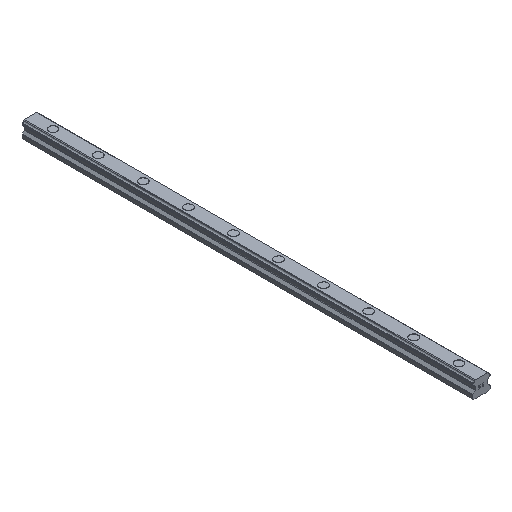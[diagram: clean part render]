
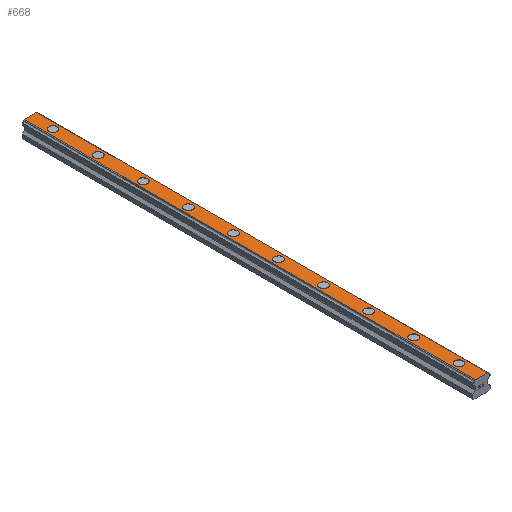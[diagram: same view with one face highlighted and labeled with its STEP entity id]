
A CAD part, isometric view. The second image highlights one B-rep face of the part: STEP entity #668.
In plain terms, the highlighted planar face has unit normal (0, 0, 1).
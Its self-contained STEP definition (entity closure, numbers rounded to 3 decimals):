
#668=ADVANCED_FACE('',(#1368,#1369,#1370,#1371,#1372,#1373,#1374,#1375,#1376,#1377,#1378),#1379,.T.);
#1368=FACE_BOUND('',#2093,.T.);
#1369=FACE_BOUND('',#2094,.T.);
#1370=FACE_BOUND('',#2095,.T.);
#1371=FACE_BOUND('',#2096,.T.);
#1372=FACE_BOUND('',#2097,.T.);
#1373=FACE_BOUND('',#2098,.T.);
#1374=FACE_BOUND('',#2099,.T.);
#1375=FACE_BOUND('',#2100,.T.);
#1376=FACE_BOUND('',#2101,.T.);
#1377=FACE_BOUND('',#2102,.T.);
#1378=FACE_OUTER_BOUND('',#2103,.T.);
#1379=PLANE('',#2104);
#2093=EDGE_LOOP('',(#4084,#4085));
#2094=EDGE_LOOP('',(#4086,#4087));
#2095=EDGE_LOOP('',(#4088,#4089));
#2096=EDGE_LOOP('',(#4090,#4091));
#2097=EDGE_LOOP('',(#4092,#4093));
#2098=EDGE_LOOP('',(#4094,#4095));
#2099=EDGE_LOOP('',(#4096,#4097));
#2100=EDGE_LOOP('',(#4098,#4099));
#2101=EDGE_LOOP('',(#4100,#4101));
#2102=EDGE_LOOP('',(#4102,#4103));
#2103=EDGE_LOOP('',(#4104,#4105,#4106,#4107));
#2104=AXIS2_PLACEMENT_3D('',#4108,#4109,#4110);
#4084=ORIENTED_EDGE('',*,*,#4471,.T.);
#4085=ORIENTED_EDGE('',*,*,#4919,.T.);
#4086=ORIENTED_EDGE('',*,*,#4457,.T.);
#4087=ORIENTED_EDGE('',*,*,#4957,.T.);
#4088=ORIENTED_EDGE('',*,*,#4443,.T.);
#4089=ORIENTED_EDGE('',*,*,#4972,.T.);
#4090=ORIENTED_EDGE('',*,*,#4429,.T.);
#4091=ORIENTED_EDGE('',*,*,#4987,.T.);
#4092=ORIENTED_EDGE('',*,*,#4415,.T.);
#4093=ORIENTED_EDGE('',*,*,#5002,.T.);
#4094=ORIENTED_EDGE('',*,*,#4401,.T.);
#4095=ORIENTED_EDGE('',*,*,#5017,.T.);
#4096=ORIENTED_EDGE('',*,*,#4387,.T.);
#4097=ORIENTED_EDGE('',*,*,#5032,.T.);
#4098=ORIENTED_EDGE('',*,*,#4373,.T.);
#4099=ORIENTED_EDGE('',*,*,#5047,.T.);
#4100=ORIENTED_EDGE('',*,*,#4359,.T.);
#4101=ORIENTED_EDGE('',*,*,#5062,.T.);
#4102=ORIENTED_EDGE('',*,*,#4345,.T.);
#4103=ORIENTED_EDGE('',*,*,#5077,.T.);
#4104=ORIENTED_EDGE('',*,*,#4897,.T.);
#4105=ORIENTED_EDGE('',*,*,#5132,.F.);
#4106=ORIENTED_EDGE('',*,*,#4761,.F.);
#4107=ORIENTED_EDGE('',*,*,#5130,.T.);
#4108=CARTESIAN_POINT('',(0.0,600.0,22.));
#4109=DIRECTION('',(0.0,0.0,1.0));
#4110=DIRECTION('',(-1.0,0.0,-0.0));
#4345=EDGE_CURVE('',#5202,#5199,#5203,.T.);
#4359=EDGE_CURVE('',#5228,#5225,#5229,.T.);
#4373=EDGE_CURVE('',#5254,#5251,#5255,.T.);
#4387=EDGE_CURVE('',#5280,#5277,#5281,.T.);
#4401=EDGE_CURVE('',#5306,#5303,#5307,.T.);
#4415=EDGE_CURVE('',#5332,#5329,#5333,.T.);
#4429=EDGE_CURVE('',#5358,#5355,#5359,.T.);
#4443=EDGE_CURVE('',#5384,#5381,#5385,.T.);
#4457=EDGE_CURVE('',#5410,#5407,#5411,.T.);
#4471=EDGE_CURVE('',#5436,#5433,#5437,.T.);
#4761=EDGE_CURVE('',#5865,#5867,#5868,.T.);
#4897=EDGE_CURVE('',#6094,#6092,#6095,.T.);
#4919=EDGE_CURVE('',#5433,#5436,#6136,.T.);
#4957=EDGE_CURVE('',#5407,#5410,#6187,.T.);
#4972=EDGE_CURVE('',#5381,#5384,#6205,.T.);
#4987=EDGE_CURVE('',#5355,#5358,#6223,.T.);
#5002=EDGE_CURVE('',#5329,#5332,#6241,.T.);
#5017=EDGE_CURVE('',#5303,#5306,#6259,.T.);
#5032=EDGE_CURVE('',#5277,#5280,#6277,.T.);
#5047=EDGE_CURVE('',#5251,#5254,#6295,.T.);
#5062=EDGE_CURVE('',#5225,#5228,#6313,.T.);
#5077=EDGE_CURVE('',#5199,#5202,#6331,.T.);
#5130=EDGE_CURVE('',#5865,#6094,#6387,.T.);
#5132=EDGE_CURVE('',#5867,#6092,#6389,.T.);
#5199=VERTEX_POINT('',#6458);
#5202=VERTEX_POINT('',#6462);
#5203=CIRCLE('',#6463,5.5);
#5225=VERTEX_POINT('',#6488);
#5228=VERTEX_POINT('',#6492);
#5229=CIRCLE('',#6493,5.5);
#5251=VERTEX_POINT('',#6518);
#5254=VERTEX_POINT('',#6522);
#5255=CIRCLE('',#6523,5.5);
#5277=VERTEX_POINT('',#6548);
#5280=VERTEX_POINT('',#6552);
#5281=CIRCLE('',#6553,5.5);
#5303=VERTEX_POINT('',#6578);
#5306=VERTEX_POINT('',#6582);
#5307=CIRCLE('',#6583,5.5);
#5329=VERTEX_POINT('',#6608);
#5332=VERTEX_POINT('',#6612);
#5333=CIRCLE('',#6613,5.5);
#5355=VERTEX_POINT('',#6638);
#5358=VERTEX_POINT('',#6642);
#5359=CIRCLE('',#6643,5.5);
#5381=VERTEX_POINT('',#6668);
#5384=VERTEX_POINT('',#6672);
#5385=CIRCLE('',#6673,5.5);
#5407=VERTEX_POINT('',#6698);
#5410=VERTEX_POINT('',#6702);
#5411=CIRCLE('',#6703,5.5);
#5433=VERTEX_POINT('',#6728);
#5436=VERTEX_POINT('',#6732);
#5437=CIRCLE('',#6733,5.5);
#5865=VERTEX_POINT('',#7306);
#5867=VERTEX_POINT('',#7309);
#5868=LINE('',#7310,#7311);
#6092=VERTEX_POINT('',#7623);
#6094=VERTEX_POINT('',#7626);
#6095=LINE('',#7627,#7628);
#6136=CIRCLE('',#7678,5.5);
#6187=CIRCLE('',#7744,5.5);
#6205=CIRCLE('',#7765,5.5);
#6223=CIRCLE('',#7786,5.5);
#6241=CIRCLE('',#7807,5.5);
#6259=CIRCLE('',#7828,5.5);
#6277=CIRCLE('',#7849,5.5);
#6295=CIRCLE('',#7870,5.5);
#6313=CIRCLE('',#7891,5.5);
#6331=CIRCLE('',#7912,5.5);
#6387=LINE('',#7990,#7991);
#6389=LINE('',#7993,#7994);
#6458=CARTESIAN_POINT('',(5.5,30.0,22.));
#6462=CARTESIAN_POINT('',(-5.5,30.0,22.));
#6463=AXIS2_PLACEMENT_3D('',#8087,#8088,#8089);
#6488=CARTESIAN_POINT('',(5.5,90.0,22.));
#6492=CARTESIAN_POINT('',(-5.5,90.0,22.));
#6493=AXIS2_PLACEMENT_3D('',#8115,#8116,#8117);
#6518=CARTESIAN_POINT('',(5.5,150.0,22.));
#6522=CARTESIAN_POINT('',(-5.5,150.0,22.));
#6523=AXIS2_PLACEMENT_3D('',#8143,#8144,#8145);
#6548=CARTESIAN_POINT('',(5.5,210.0,22.));
#6552=CARTESIAN_POINT('',(-5.5,210.0,22.));
#6553=AXIS2_PLACEMENT_3D('',#8171,#8172,#8173);
#6578=CARTESIAN_POINT('',(5.5,270.0,22.));
#6582=CARTESIAN_POINT('',(-5.5,270.0,22.));
#6583=AXIS2_PLACEMENT_3D('',#8199,#8200,#8201);
#6608=CARTESIAN_POINT('',(5.5,330.0,22.));
#6612=CARTESIAN_POINT('',(-5.5,330.0,22.));
#6613=AXIS2_PLACEMENT_3D('',#8227,#8228,#8229);
#6638=CARTESIAN_POINT('',(5.5,390.0,22.));
#6642=CARTESIAN_POINT('',(-5.5,390.0,22.));
#6643=AXIS2_PLACEMENT_3D('',#8255,#8256,#8257);
#6668=CARTESIAN_POINT('',(5.5,450.0,22.));
#6672=CARTESIAN_POINT('',(-5.5,450.0,22.));
#6673=AXIS2_PLACEMENT_3D('',#8283,#8284,#8285);
#6698=CARTESIAN_POINT('',(5.5,510.0,22.));
#6702=CARTESIAN_POINT('',(-5.5,510.0,22.));
#6703=AXIS2_PLACEMENT_3D('',#8311,#8312,#8313);
#6728=CARTESIAN_POINT('',(5.5,570.0,22.));
#6732=CARTESIAN_POINT('',(-5.5,570.0,22.));
#6733=AXIS2_PLACEMENT_3D('',#8339,#8340,#8341);
#7306=CARTESIAN_POINT('',(-8.3,600.0,22.));
#7309=CARTESIAN_POINT('',(8.3,600.0,22.));
#7310=CARTESIAN_POINT('',(-8.3,600.0,22.));
#7311=VECTOR('',#8674,1.0);
#7623=CARTESIAN_POINT('',(8.3,0.0,22.));
#7626=CARTESIAN_POINT('',(-8.3,0.0,22.));
#7627=CARTESIAN_POINT('',(-8.3,0.0,22.));
#7628=VECTOR('',#8830,1.0);
#7678=AXIS2_PLACEMENT_3D('',#8873,#8874,#8875);
#7744=AXIS2_PLACEMENT_3D('',#8936,#8937,#8938);
#7765=AXIS2_PLACEMENT_3D('',#8957,#8958,#8959);
#7786=AXIS2_PLACEMENT_3D('',#8978,#8979,#8980);
#7807=AXIS2_PLACEMENT_3D('',#8999,#9000,#9001);
#7828=AXIS2_PLACEMENT_3D('',#9020,#9021,#9022);
#7849=AXIS2_PLACEMENT_3D('',#9041,#9042,#9043);
#7870=AXIS2_PLACEMENT_3D('',#9062,#9063,#9064);
#7891=AXIS2_PLACEMENT_3D('',#9083,#9084,#9085);
#7912=AXIS2_PLACEMENT_3D('',#9104,#9105,#9106);
#7990=CARTESIAN_POINT('',(-8.3,600.0,22.));
#7991=VECTOR('',#9144,1.0);
#7993=CARTESIAN_POINT('',(8.3,600.0,22.));
#7994=VECTOR('',#9145,1.0);
#8087=CARTESIAN_POINT('',(0.0,30.0,22.));
#8088=DIRECTION('',(0.0,0.0,-1.0));
#8089=DIRECTION('',(1.0,0.0,0.0));
#8115=CARTESIAN_POINT('',(0.0,90.0,22.));
#8116=DIRECTION('',(0.0,0.0,-1.0));
#8117=DIRECTION('',(1.0,0.0,0.0));
#8143=CARTESIAN_POINT('',(0.0,150.0,22.));
#8144=DIRECTION('',(0.0,0.0,-1.0));
#8145=DIRECTION('',(1.0,0.0,0.0));
#8171=CARTESIAN_POINT('',(0.0,210.0,22.));
#8172=DIRECTION('',(0.0,0.0,-1.0));
#8173=DIRECTION('',(1.0,0.0,0.0));
#8199=CARTESIAN_POINT('',(0.0,270.0,22.));
#8200=DIRECTION('',(0.0,0.0,-1.0));
#8201=DIRECTION('',(1.0,0.0,0.0));
#8227=CARTESIAN_POINT('',(0.0,330.0,22.));
#8228=DIRECTION('',(0.0,0.0,-1.0));
#8229=DIRECTION('',(1.0,0.0,0.0));
#8255=CARTESIAN_POINT('',(0.0,390.0,22.));
#8256=DIRECTION('',(0.0,0.0,-1.0));
#8257=DIRECTION('',(1.0,0.0,0.0));
#8283=CARTESIAN_POINT('',(0.0,450.0,22.));
#8284=DIRECTION('',(0.0,0.0,-1.0));
#8285=DIRECTION('',(1.0,0.0,0.0));
#8311=CARTESIAN_POINT('',(0.0,510.0,22.));
#8312=DIRECTION('',(0.0,0.0,-1.0));
#8313=DIRECTION('',(1.0,0.0,0.0));
#8339=CARTESIAN_POINT('',(0.0,570.0,22.));
#8340=DIRECTION('',(0.0,0.0,-1.0));
#8341=DIRECTION('',(1.0,0.0,0.0));
#8674=DIRECTION('',(1.0,0.0,0.0));
#8830=DIRECTION('',(1.0,0.0,0.0));
#8873=CARTESIAN_POINT('',(0.0,570.0,22.));
#8874=DIRECTION('',(0.0,0.0,-1.0));
#8875=DIRECTION('',(1.0,0.0,0.0));
#8936=CARTESIAN_POINT('',(0.0,510.0,22.));
#8937=DIRECTION('',(0.0,0.0,-1.0));
#8938=DIRECTION('',(1.0,0.0,0.0));
#8957=CARTESIAN_POINT('',(0.0,450.0,22.));
#8958=DIRECTION('',(0.0,0.0,-1.0));
#8959=DIRECTION('',(1.0,0.0,0.0));
#8978=CARTESIAN_POINT('',(0.0,390.0,22.));
#8979=DIRECTION('',(0.0,0.0,-1.0));
#8980=DIRECTION('',(1.0,0.0,0.0));
#8999=CARTESIAN_POINT('',(0.0,330.0,22.));
#9000=DIRECTION('',(0.0,0.0,-1.0));
#9001=DIRECTION('',(1.0,0.0,0.0));
#9020=CARTESIAN_POINT('',(0.0,270.0,22.));
#9021=DIRECTION('',(0.0,0.0,-1.0));
#9022=DIRECTION('',(1.0,0.0,0.0));
#9041=CARTESIAN_POINT('',(0.0,210.0,22.));
#9042=DIRECTION('',(0.0,0.0,-1.0));
#9043=DIRECTION('',(1.0,0.0,0.0));
#9062=CARTESIAN_POINT('',(0.0,150.0,22.));
#9063=DIRECTION('',(0.0,0.0,-1.0));
#9064=DIRECTION('',(1.0,0.0,0.0));
#9083=CARTESIAN_POINT('',(0.0,90.0,22.));
#9084=DIRECTION('',(0.0,0.0,-1.0));
#9085=DIRECTION('',(1.0,0.0,0.0));
#9104=CARTESIAN_POINT('',(0.0,30.0,22.));
#9105=DIRECTION('',(0.0,0.0,-1.0));
#9106=DIRECTION('',(1.0,0.0,0.0));
#9144=DIRECTION('',(0.0,-1.0,0.0));
#9145=DIRECTION('',(0.0,-1.0,0.0));
